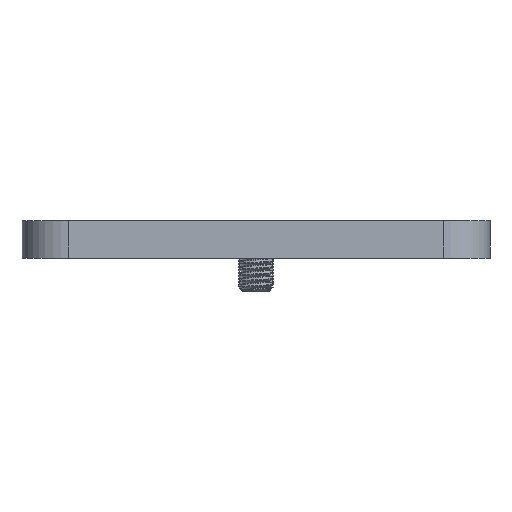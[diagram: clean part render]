
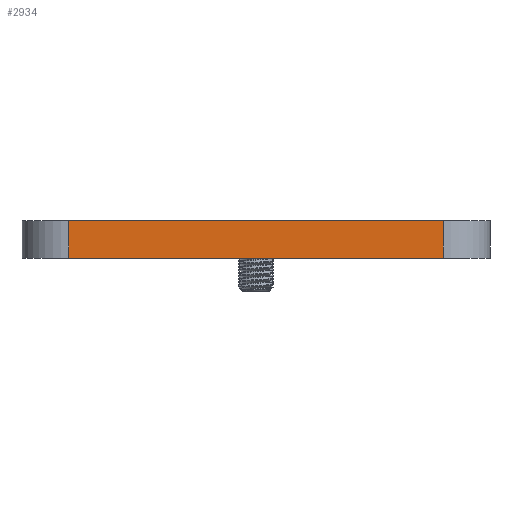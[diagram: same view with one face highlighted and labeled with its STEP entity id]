
A CAD part, left-side view. The second image highlights one B-rep face of the part: STEP entity #2934.
In plain terms, the highlighted planar face has unit normal (-1, 0, 0).
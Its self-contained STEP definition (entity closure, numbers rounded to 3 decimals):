
#133 = ORIENTED_EDGE ( 'NONE', *, *, #3927, .F. ) ;
#256 = DIRECTION ( 'NONE',  ( 1., 0., 0. ) ) ;
#280 = EDGE_LOOP ( 'NONE', ( #1353, #133, #1461, #4291 ) ) ;
#294 = VERTEX_POINT ( 'NONE', #1955 ) ;
#477 = DIRECTION ( 'NONE',  ( 0., -1., 0. ) ) ;
#643 = VERTEX_POINT ( 'NONE', #3295 ) ;
#668 = VERTEX_POINT ( 'NONE', #3991 ) ;
#862 = VECTOR ( 'NONE', #3012, 1000. ) ;
#1023 = CARTESIAN_POINT ( 'NONE',  ( -40.1, 0., 3.175 ) ) ;
#1216 = CARTESIAN_POINT ( 'NONE',  ( -40.1, 0., 0. ) ) ;
#1265 = VECTOR ( 'NONE', #4388, 1000. ) ;
#1353 = ORIENTED_EDGE ( 'NONE', *, *, #2023, .T. ) ;
#1461 = ORIENTED_EDGE ( 'NONE', *, *, #3626, .F. ) ;
#1600 = CARTESIAN_POINT ( 'NONE',  ( -40.1, 16., 3.175 ) ) ;
#1955 = CARTESIAN_POINT ( 'NONE',  ( -40.1, 16., 0. ) ) ;
#1985 = DIRECTION ( 'NONE',  ( 0., 1., 0. ) ) ;
#2023 = EDGE_CURVE ( 'NONE', #294, #668, #3698, .T. ) ;
#2282 = CARTESIAN_POINT ( 'NONE',  ( -40.1, -16., 3.175 ) ) ;
#2636 = AXIS2_PLACEMENT_3D ( 'NONE', #3712, #256, #1985 ) ;
#2649 = FACE_OUTER_BOUND ( 'NONE', #280, .T. ) ;
#2811 = LINE ( 'NONE', #1600, #862 ) ;
#2934 = ADVANCED_FACE ( 'NONE', ( #2649 ), #3362, .F. ) ;
#3012 = DIRECTION ( 'NONE',  ( 0., 0., -1. ) ) ;
#3154 = VECTOR ( 'NONE', #477, 1000. ) ;
#3295 = CARTESIAN_POINT ( 'NONE',  ( -40.1, 16., 3.175 ) ) ;
#3362 = PLANE ( 'NONE',  #2636 ) ;
#3443 = EDGE_CURVE ( 'NONE', #643, #294, #2811, .T. ) ;
#3488 = LINE ( 'NONE', #2282, #1265 ) ;
#3626 = EDGE_CURVE ( 'NONE', #643, #4178, #4452, .T. ) ;
#3698 = LINE ( 'NONE', #1216, #3154 ) ;
#3712 = CARTESIAN_POINT ( 'NONE',  ( -40.1, 0., 3.175 ) ) ;
#3907 = VECTOR ( 'NONE', #4498, 1000. ) ;
#3927 = EDGE_CURVE ( 'NONE', #4178, #668, #3488, .T. ) ;
#3991 = CARTESIAN_POINT ( 'NONE',  ( -40.1, -16., 0. ) ) ;
#4178 = VERTEX_POINT ( 'NONE', #4474 ) ;
#4291 = ORIENTED_EDGE ( 'NONE', *, *, #3443, .T. ) ;
#4388 = DIRECTION ( 'NONE',  ( 0., 0., -1. ) ) ;
#4452 = LINE ( 'NONE', #1023, #3907 ) ;
#4474 = CARTESIAN_POINT ( 'NONE',  ( -40.1, -16., 3.175 ) ) ;
#4498 = DIRECTION ( 'NONE',  ( 0., -1., 0. ) ) ;
